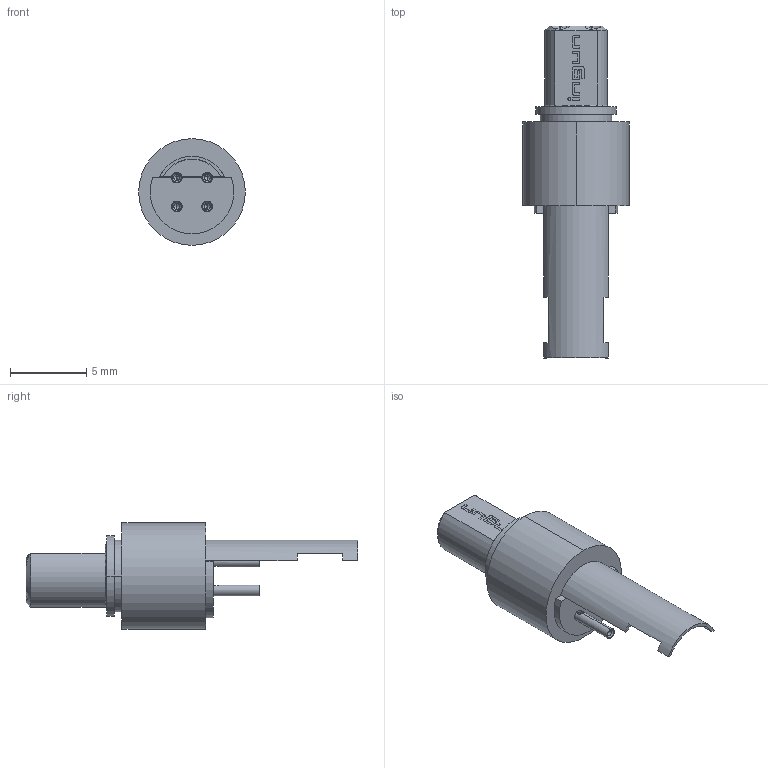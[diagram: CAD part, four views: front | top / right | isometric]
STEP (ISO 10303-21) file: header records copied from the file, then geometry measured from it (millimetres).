
FILE_DESCRIPTION (( 'STEP AP203' ), '1' );
FILE_NAME ('INGUN_SE-821_MX49.STEP', '2021-10-19T09:24:31', ( 'ochi' ), ( '' ), 'SwSTEP 2.0', 'SolidWorks 2018', '' );
FILE_SCHEMA (( 'CONFIG_CONTROL_DESIGN' ));
Length unit declared in the file: millimetre
Products named in the file (1): INGUN_SE-821_MX49
Bounding box: 7 x 21.8 x 7 mm (x, y, z)
Volume: 305.5 mm3; surface area: 536.2 mm2
Topology: 1 solids, 1 shells, 234 faces, 583 edges, 362 vertices
Faces by surface type: plane 97, cylinder 88, cone 49
Entity records: 7087 total; most frequent: CARTESIAN_POINT 1400, DIRECTION 1216, ORIENTED_EDGE 1150, EDGE_CURVE 575, AXIS2_PLACEMENT_3D 460, VERTEX_POINT 362, LINE 296, VECTOR 296
